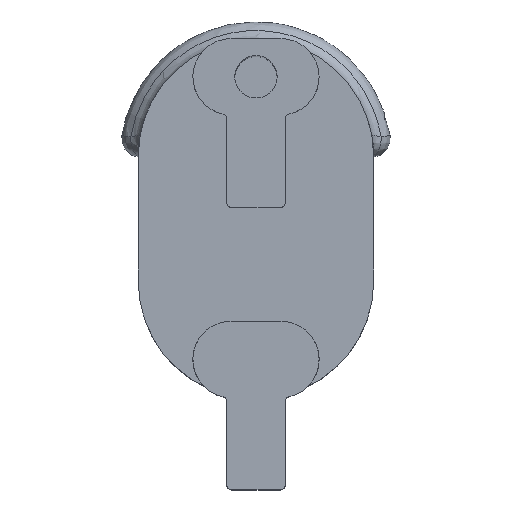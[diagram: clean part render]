
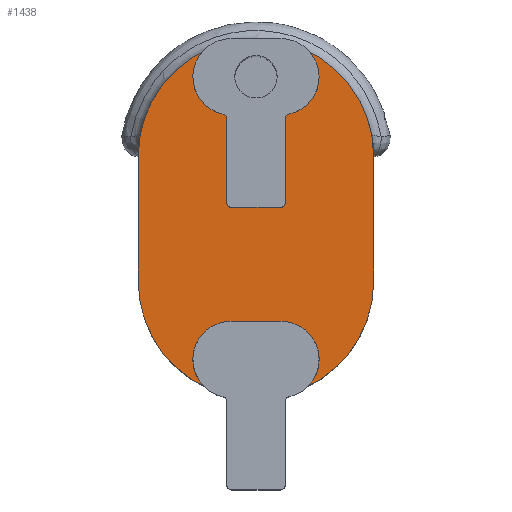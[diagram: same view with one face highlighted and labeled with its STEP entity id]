
A CAD part, top view. The second image highlights one B-rep face of the part: STEP entity #1438.
In plain terms, the highlighted planar face has unit normal (0, 0, 1).
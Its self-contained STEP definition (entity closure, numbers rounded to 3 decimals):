
#110=PLANE('',#1599);
#193=FACE_OUTER_BOUND('',#280,.T.);
#280=EDGE_LOOP('',(#1247,#1248,#1249,#1250,#1251,#1252,#1253,#1254,#1255,
#1256,#1257,#1258,#1259,#1260));
#336=LINE('',#2676,#425);
#358=LINE('',#3337,#447);
#364=LINE('',#3449,#453);
#365=LINE('',#3453,#454);
#366=LINE('',#3456,#455);
#367=LINE('',#3458,#456);
#368=LINE('',#3460,#457);
#369=LINE('',#3461,#458);
#425=VECTOR('',#1790,10.);
#447=VECTOR('',#1908,10.);
#453=VECTOR('',#1946,10.);
#454=VECTOR('',#1949,10.);
#455=VECTOR('',#1952,10.);
#456=VECTOR('',#1953,10.);
#457=VECTOR('',#1954,10.);
#458=VECTOR('',#1955,10.);
#514=CIRCLE('',#1539,12.5);
#517=CIRCLE('',#1542,12.5);
#541=CIRCLE('',#1586,12.5);
#543=CIRCLE('',#1588,12.5);
#547=CIRCLE('',#1600,4.05);
#548=CIRCLE('',#1601,4.05);
#628=VERTEX_POINT('',#2673);
#629=VERTEX_POINT('',#2675);
#631=VERTEX_POINT('',#2840);
#632=VERTEX_POINT('',#2842);
#636=VERTEX_POINT('',#2850);
#664=VERTEX_POINT('',#3335);
#667=VERTEX_POINT('',#3355);
#670=VERTEX_POINT('',#3361);
#676=VERTEX_POINT('',#3448);
#677=VERTEX_POINT('',#3450);
#678=VERTEX_POINT('',#3452);
#679=VERTEX_POINT('',#3454);
#680=VERTEX_POINT('',#3457);
#681=VERTEX_POINT('',#3459);
#794=EDGE_CURVE('',#628,#629,#336,.T.);
#800=EDGE_CURVE('',#631,#632,#514,.T.);
#805=EDGE_CURVE('',#636,#628,#517,.T.);
#858=EDGE_CURVE('',#664,#631,#358,.T.);
#863=EDGE_CURVE('',#629,#667,#541,.T.);
#867=EDGE_CURVE('',#670,#664,#543,.T.);
#879=EDGE_CURVE('',#670,#676,#364,.T.);
#880=EDGE_CURVE('',#676,#677,#547,.T.);
#881=EDGE_CURVE('',#677,#678,#365,.T.);
#882=EDGE_CURVE('',#678,#679,#548,.T.);
#883=EDGE_CURVE('',#679,#667,#366,.T.);
#884=EDGE_CURVE('',#636,#680,#367,.T.);
#885=EDGE_CURVE('',#680,#681,#368,.T.);
#886=EDGE_CURVE('',#681,#632,#369,.T.);
#1247=ORIENTED_EDGE('',*,*,#867,.F.);
#1248=ORIENTED_EDGE('',*,*,#879,.T.);
#1249=ORIENTED_EDGE('',*,*,#880,.T.);
#1250=ORIENTED_EDGE('',*,*,#881,.T.);
#1251=ORIENTED_EDGE('',*,*,#882,.T.);
#1252=ORIENTED_EDGE('',*,*,#883,.T.);
#1253=ORIENTED_EDGE('',*,*,#863,.F.);
#1254=ORIENTED_EDGE('',*,*,#794,.F.);
#1255=ORIENTED_EDGE('',*,*,#805,.F.);
#1256=ORIENTED_EDGE('',*,*,#884,.T.);
#1257=ORIENTED_EDGE('',*,*,#885,.T.);
#1258=ORIENTED_EDGE('',*,*,#886,.T.);
#1259=ORIENTED_EDGE('',*,*,#800,.F.);
#1260=ORIENTED_EDGE('',*,*,#858,.F.);
#1438=ADVANCED_FACE('',(#193),#110,.F.);
#1539=AXIS2_PLACEMENT_3D('',#2843,#1800,#1801);
#1542=AXIS2_PLACEMENT_3D('',#2852,#1808,#1809);
#1586=AXIS2_PLACEMENT_3D('',#3356,#1913,#1914);
#1588=AXIS2_PLACEMENT_3D('',#3363,#1919,#1920);
#1599=AXIS2_PLACEMENT_3D('',#3447,#1944,#1945);
#1600=AXIS2_PLACEMENT_3D('',#3451,#1947,#1948);
#1601=AXIS2_PLACEMENT_3D('',#3455,#1950,#1951);
#1790=DIRECTION('',(0.,-1.,0.));
#1800=DIRECTION('center_axis',(0.,0.,-1.));
#1801=DIRECTION('ref_axis',(-0.707,0.707,0.));
#1808=DIRECTION('center_axis',(0.,0.,-1.));
#1809=DIRECTION('ref_axis',(0.707,0.707,0.));
#1908=DIRECTION('',(0.,1.,0.));
#1913=DIRECTION('center_axis',(0.,0.,-1.));
#1914=DIRECTION('ref_axis',(0.707,-0.707,0.));
#1919=DIRECTION('center_axis',(0.,0.,-1.));
#1920=DIRECTION('ref_axis',(-0.707,-0.707,0.));
#1944=DIRECTION('center_axis',(0.,0.,-1.));
#1945=DIRECTION('ref_axis',(-1.,0.,0.));
#1946=DIRECTION('',(0.,1.,0.));
#1947=DIRECTION('center_axis',(0.,0.,-1.));
#1948=DIRECTION('ref_axis',(-0.152,-0.988,0.));
#1949=DIRECTION('',(1.,0.,0.));
#1950=DIRECTION('center_axis',(0.,0.,-1.));
#1951=DIRECTION('ref_axis',(0.,1.,0.));
#1952=DIRECTION('',(0.,-1.,0.));
#1953=DIRECTION('',(0.,-1.,0.));
#1954=DIRECTION('',(-1.,0.,0.));
#1955=DIRECTION('',(0.,1.,0.));
#2673=CARTESIAN_POINT('',(12.5,-8.45,-1.6));
#2675=CARTESIAN_POINT('',(12.5,-21.667,-1.6));
#2676=CARTESIAN_POINT('',(12.5,4.05,-1.6));
#2840=CARTESIAN_POINT('',(-12.5,-8.45,-1.6));
#2842=CARTESIAN_POINT('',(-3.1,3.66,-1.6));
#2843=CARTESIAN_POINT('Origin',(0.,-8.45,-1.6));
#2850=CARTESIAN_POINT('',(3.1,3.66,-1.6));
#2852=CARTESIAN_POINT('Origin',(0.,-8.45,-1.6));
#3335=CARTESIAN_POINT('',(-12.5,-21.667,-1.6));
#3337=CARTESIAN_POINT('',(-12.5,-34.167,-1.6));
#3355=CARTESIAN_POINT('',(3.1,-33.777,-1.6));
#3356=CARTESIAN_POINT('Origin',(0.,-21.667,
-1.6));
#3361=CARTESIAN_POINT('',(-3.1,-33.777,-1.6));
#3363=CARTESIAN_POINT('Origin',(0.,-21.667,
-1.6));
#3447=CARTESIAN_POINT('Origin',(0.,-15.059,-1.6));
#3448=CARTESIAN_POINT('',(-3.1,-25.975,-1.6));
#3449=CARTESIAN_POINT('',(-3.1,-34.167,-1.6));
#3450=CARTESIAN_POINT('',(-2.65,-25.95,-1.6));
#3451=CARTESIAN_POINT('Origin',(-2.65,-30.,-1.6));
#3452=CARTESIAN_POINT('',(2.65,-25.95,-1.6));
#3453=CARTESIAN_POINT('',(-2.65,-25.95,-1.6));
#3454=CARTESIAN_POINT('',(3.1,-25.975,-1.6));
#3455=CARTESIAN_POINT('Origin',(2.65,-30.,-1.6));
#3456=CARTESIAN_POINT('',(3.1,-25.975,-1.6));
#3457=CARTESIAN_POINT('',(3.1,-4.167,-1.6));
#3458=CARTESIAN_POINT('',(3.1,4.025,-1.6));
#3459=CARTESIAN_POINT('',(-3.1,-4.167,-1.6));
#3460=CARTESIAN_POINT('',(3.1,-4.167,-1.6));
#3461=CARTESIAN_POINT('',(-3.1,-4.167,-1.6));
